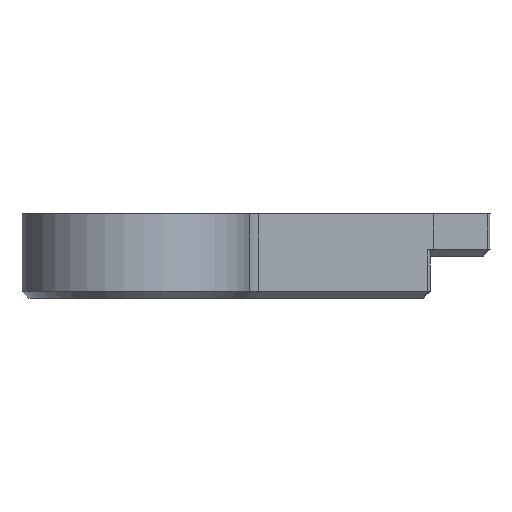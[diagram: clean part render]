
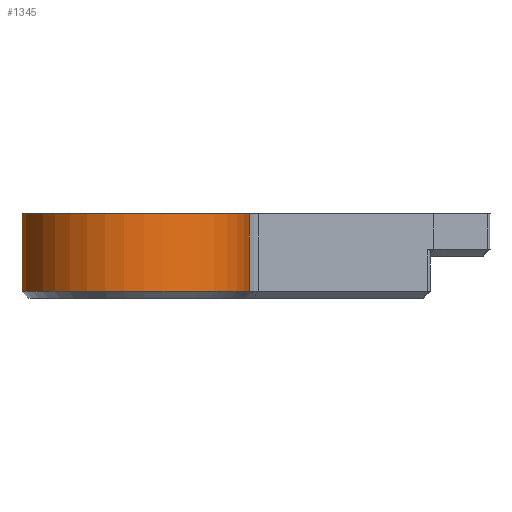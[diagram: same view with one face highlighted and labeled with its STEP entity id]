
A CAD part, left-side view. The second image highlights one B-rep face of the part: STEP entity #1345.
In plain terms, the highlighted cylindrical face has radius 13.5 mm (diameter 27 mm), a partial arc.
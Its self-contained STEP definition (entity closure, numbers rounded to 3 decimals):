
#72 = PLANE('',#73);
#73 = AXIS2_PLACEMENT_3D('',#74,#75,#76);
#74 = CARTESIAN_POINT('',(-22.561,22.561,10.));
#75 = DIRECTION('',(0.,0.,1.));
#76 = DIRECTION('',(1.,0.,0.));
#334 = VERTEX_POINT('',#335);
#335 = CARTESIAN_POINT('',(-22.164,32.484,10.));
#354 = CYLINDRICAL_SURFACE('',#355,5.);
#355 = AXIS2_PLACEMENT_3D('',#356,#357,#358);
#356 = CARTESIAN_POINT('',(-17.279,31.421,0.));
#357 = DIRECTION('',(0.,0.,1.));
#358 = DIRECTION('',(-0.707,-0.707,0.));
#366 = EDGE_CURVE('',#334,#367,#369,.T.);
#367 = VERTEX_POINT('',#368);
#368 = CARTESIAN_POINT('',(-32.484,22.164,10.));
#369 = SURFACE_CURVE('',#370,(#375,#382),.PCURVE_S1.);
#370 = CIRCLE('',#371,13.5);
#371 = AXIS2_PLACEMENT_3D('',#372,#373,#374);
#372 = CARTESIAN_POINT('',(-35.355,35.355,10.));
#373 = DIRECTION('',(0.,0.,1.));
#374 = DIRECTION('',(1.,0.,0.));
#375 = PCURVE('',#72,#376);
#376 = DEFINITIONAL_REPRESENTATION('',(#377),#381);
#377 = CIRCLE('',#378,13.5);
#378 = AXIS2_PLACEMENT_2D('',#379,#380);
#379 = CARTESIAN_POINT('',(-12.794,12.794));
#380 = DIRECTION('',(1.,0.));
#381 = ( GEOMETRIC_REPRESENTATION_CONTEXT(2) 
PARAMETRIC_REPRESENTATION_CONTEXT() REPRESENTATION_CONTEXT('2D SPACE',''
  ) );
#382 = PCURVE('',#383,#388);
#383 = CYLINDRICAL_SURFACE('',#384,13.5);
#384 = AXIS2_PLACEMENT_3D('',#385,#386,#387);
#385 = CARTESIAN_POINT('',(-35.355,35.355,0.));
#386 = DIRECTION('',(-0.,-0.,-1.));
#387 = DIRECTION('',(1.,0.,0.));
#388 = DEFINITIONAL_REPRESENTATION('',(#389),#393);
#389 = LINE('',#390,#391);
#390 = CARTESIAN_POINT('',(-0.,-10.));
#391 = VECTOR('',#392,1.);
#392 = DIRECTION('',(-1.,0.));
#393 = ( GEOMETRIC_REPRESENTATION_CONTEXT(2) 
PARAMETRIC_REPRESENTATION_CONTEXT() REPRESENTATION_CONTEXT('2D SPACE',''
  ) );
#412 = CYLINDRICAL_SURFACE('',#413,5.);
#413 = AXIS2_PLACEMENT_3D('',#414,#415,#416);
#414 = CARTESIAN_POINT('',(-31.421,17.279,0.));
#415 = DIRECTION('',(0.,0.,1.));
#416 = DIRECTION('',(0.707,0.707,0.));
#1246 = VERTEX_POINT('',#1247);
#1247 = CARTESIAN_POINT('',(-22.164,32.484,0.8));
#1274 = EDGE_CURVE('',#1246,#334,#1275,.T.);
#1275 = SURFACE_CURVE('',#1276,(#1280,#1287),.PCURVE_S1.);
#1276 = LINE('',#1277,#1278);
#1277 = CARTESIAN_POINT('',(-22.164,32.484,0.));
#1278 = VECTOR('',#1279,1.);
#1279 = DIRECTION('',(0.,0.,1.));
#1280 = PCURVE('',#354,#1281);
#1281 = DEFINITIONAL_REPRESENTATION('',(#1282),#1286);
#1282 = LINE('',#1283,#1284);
#1283 = CARTESIAN_POINT('',(-1.,0.));
#1284 = VECTOR('',#1285,1.);
#1285 = DIRECTION('',(-0.,1.));
#1286 = ( GEOMETRIC_REPRESENTATION_CONTEXT(2) 
PARAMETRIC_REPRESENTATION_CONTEXT() REPRESENTATION_CONTEXT('2D SPACE',''
  ) );
#1287 = PCURVE('',#383,#1288);
#1288 = DEFINITIONAL_REPRESENTATION('',(#1289),#1293);
#1289 = LINE('',#1290,#1291);
#1290 = CARTESIAN_POINT('',(-6.069,0.));
#1291 = VECTOR('',#1292,1.);
#1292 = DIRECTION('',(-0.,-1.));
#1293 = ( GEOMETRIC_REPRESENTATION_CONTEXT(2) 
PARAMETRIC_REPRESENTATION_CONTEXT() REPRESENTATION_CONTEXT('2D SPACE',''
  ) );
#1345 = ADVANCED_FACE('',(#1346),#383,.T.);
#1346 = FACE_BOUND('',#1347,.F.);
#1347 = EDGE_LOOP('',(#1348,#1349,#1350,#1373));
#1348 = ORIENTED_EDGE('',*,*,#1274,.T.);
#1349 = ORIENTED_EDGE('',*,*,#366,.T.);
#1350 = ORIENTED_EDGE('',*,*,#1351,.F.);
#1351 = EDGE_CURVE('',#1352,#367,#1354,.T.);
#1352 = VERTEX_POINT('',#1353);
#1353 = CARTESIAN_POINT('',(-32.484,22.164,0.8));
#1354 = SURFACE_CURVE('',#1355,(#1359,#1366),.PCURVE_S1.);
#1355 = LINE('',#1356,#1357);
#1356 = CARTESIAN_POINT('',(-32.484,22.164,0.));
#1357 = VECTOR('',#1358,1.);
#1358 = DIRECTION('',(0.,0.,1.));
#1359 = PCURVE('',#383,#1360);
#1360 = DEFINITIONAL_REPRESENTATION('',(#1361),#1365);
#1361 = LINE('',#1362,#1363);
#1362 = CARTESIAN_POINT('',(-11.21,0.));
#1363 = VECTOR('',#1364,1.);
#1364 = DIRECTION('',(-0.,-1.));
#1365 = ( GEOMETRIC_REPRESENTATION_CONTEXT(2) 
PARAMETRIC_REPRESENTATION_CONTEXT() REPRESENTATION_CONTEXT('2D SPACE',''
  ) );
#1366 = PCURVE('',#412,#1367);
#1367 = DEFINITIONAL_REPRESENTATION('',(#1368),#1372);
#1368 = LINE('',#1369,#1370);
#1369 = CARTESIAN_POINT('',(1.,0.));
#1370 = VECTOR('',#1371,1.);
#1371 = DIRECTION('',(0.,1.));
#1372 = ( GEOMETRIC_REPRESENTATION_CONTEXT(2) 
PARAMETRIC_REPRESENTATION_CONTEXT() REPRESENTATION_CONTEXT('2D SPACE',''
  ) );
#1373 = ORIENTED_EDGE('',*,*,#1374,.F.);
#1374 = EDGE_CURVE('',#1246,#1352,#1375,.T.);
#1375 = SURFACE_CURVE('',#1376,(#1381,#1388),.PCURVE_S1.);
#1376 = CIRCLE('',#1377,13.5);
#1377 = AXIS2_PLACEMENT_3D('',#1378,#1379,#1380);
#1378 = CARTESIAN_POINT('',(-35.355,35.355,0.8));
#1379 = DIRECTION('',(-0.,0.,1.));
#1380 = DIRECTION('',(0.977,-0.213,0.));
#1381 = PCURVE('',#383,#1382);
#1382 = DEFINITIONAL_REPRESENTATION('',(#1383),#1387);
#1383 = LINE('',#1384,#1385);
#1384 = CARTESIAN_POINT('',(-6.069,-0.8));
#1385 = VECTOR('',#1386,1.);
#1386 = DIRECTION('',(-1.,0.));
#1387 = ( GEOMETRIC_REPRESENTATION_CONTEXT(2) 
PARAMETRIC_REPRESENTATION_CONTEXT() REPRESENTATION_CONTEXT('2D SPACE',''
  ) );
#1388 = PCURVE('',#1389,#1394);
#1389 = CONICAL_SURFACE('',#1390,13.5,0.785);
#1390 = AXIS2_PLACEMENT_3D('',#1391,#1392,#1393);
#1391 = CARTESIAN_POINT('',(-35.355,35.355,0.8));
#1392 = DIRECTION('',(0.,0.,1.));
#1393 = DIRECTION('',(0.977,-0.213,0.));
#1394 = DEFINITIONAL_REPRESENTATION('',(#1395),#1399);
#1395 = LINE('',#1396,#1397);
#1396 = CARTESIAN_POINT('',(0.,0.));
#1397 = VECTOR('',#1398,1.);
#1398 = DIRECTION('',(1.,0.));
#1399 = ( GEOMETRIC_REPRESENTATION_CONTEXT(2) 
PARAMETRIC_REPRESENTATION_CONTEXT() REPRESENTATION_CONTEXT('2D SPACE',''
  ) );
